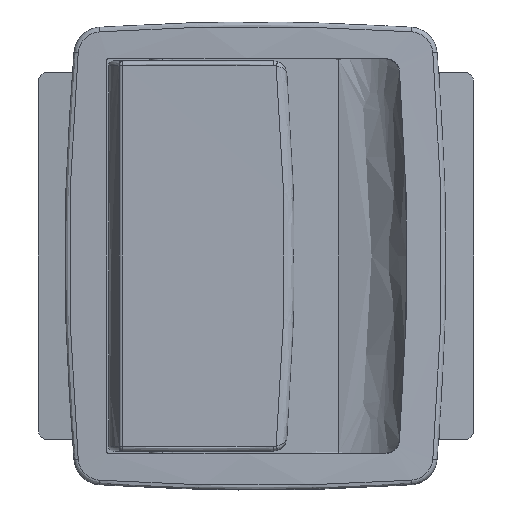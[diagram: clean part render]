
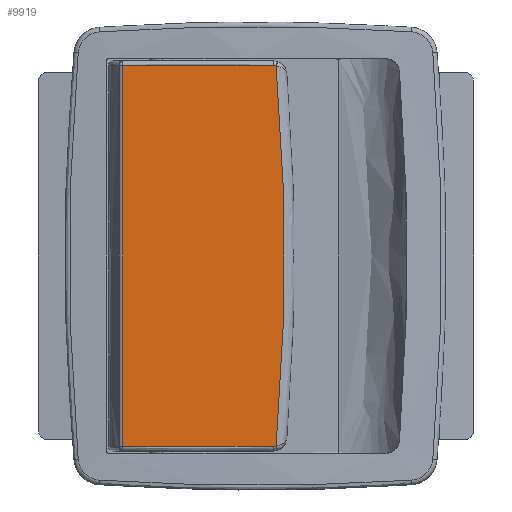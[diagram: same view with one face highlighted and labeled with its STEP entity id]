
A CAD part, front view. The second image highlights one B-rep face of the part: STEP entity #9919.
In plain terms, the highlighted free-form (B-spline) face has degree [1, 2] with [2, 3] control points.
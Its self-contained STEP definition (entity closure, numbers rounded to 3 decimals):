
#8887=CARTESIAN_POINT('',(12.528,-3.769,-41.5));
#8888=VERTEX_POINT('',#8887);
#8932=CARTESIAN_POINT('',(12.528,-3.769,41.5));
#8933=VERTEX_POINT('',#8932);
#8955=CARTESIAN_POINT('',(12.528,-3.769,41.5));
#8956=CARTESIAN_POINT('',(12.528,-3.769,-41.5));
#8957=QUASI_UNIFORM_CURVE('',1,(#8955,#8956),.UNSPECIFIED.,.F.,.U.);
#8958=EDGE_CURVE('',#8933,#8888,#8957,.T.);
#9114=CARTESIAN_POINT('',(45.353,-4.487,-41.5));
#9115=VERTEX_POINT('',#9114);
#9116=CARTESIAN_POINT('',(12.528,-3.769,-41.5));
#9117=CARTESIAN_POINT('',(28.93,-4.597,-41.5));
#9118=CARTESIAN_POINT('',(45.353,-4.487,-41.5));
#9126=(BOUNDED_CURVE()B_SPLINE_CURVE(2,(#9116,#9117,#9118),.UNSPECIFIED.,.F.,.U.)CURVE()GEOMETRIC_REPRESENTATION_ITEM()QUASI_UNIFORM_CURVE()RATIONAL_B_SPLINE_CURVE((1.0,1.,1.0))REPRESENTATION_ITEM(''));
#9127=EDGE_CURVE('',#8888,#9115,#9126,.T.);
#9211=CARTESIAN_POINT('',(46.004,-4.482,-41.391));
#9212=VERTEX_POINT('',#9211);
#9226=CARTESIAN_POINT('',(45.353,-4.487,-41.5));
#9227=CARTESIAN_POINT('',(45.464,-4.486,-41.5));
#9228=CARTESIAN_POINT('',(45.684,-4.485,-41.482));
#9229=CARTESIAN_POINT('',(45.898,-4.483,-41.428));
#9230=CARTESIAN_POINT('',(46.004,-4.482,-41.391));
#9231=B_SPLINE_CURVE_WITH_KNOTS('',3,(#9226,#9227,#9228,#9229,#9230),.UNSPECIFIED.,.F.,.U.,(4,1,4),(0.0,0.5,1.0),.UNSPECIFIED.);
#9232=EDGE_CURVE('',#9115,#9212,#9231,.T.);
#9482=CARTESIAN_POINT('',(45.353,-4.487,41.5));
#9483=VERTEX_POINT('',#9482);
#9484=CARTESIAN_POINT('',(45.353,-4.487,41.5));
#9485=CARTESIAN_POINT('',(28.93,-4.597,41.5));
#9486=CARTESIAN_POINT('',(12.528,-3.769,41.5));
#9494=(BOUNDED_CURVE()B_SPLINE_CURVE(2,(#9484,#9485,#9486),.UNSPECIFIED.,.F.,.U.)CURVE()GEOMETRIC_REPRESENTATION_ITEM()QUASI_UNIFORM_CURVE()RATIONAL_B_SPLINE_CURVE((1.0,1.,1.0))REPRESENTATION_ITEM(''));
#9495=EDGE_CURVE('',#9483,#8933,#9494,.T.);
#9561=CARTESIAN_POINT('',(46.004,-4.482,41.391));
#9562=VERTEX_POINT('',#9561);
#9587=CARTESIAN_POINT('',(46.004,-4.482,41.391));
#9588=CARTESIAN_POINT('',(45.898,-4.483,41.428));
#9589=CARTESIAN_POINT('',(45.684,-4.485,41.482));
#9590=CARTESIAN_POINT('',(45.464,-4.486,41.5));
#9591=CARTESIAN_POINT('',(45.353,-4.487,41.5));
#9592=B_SPLINE_CURVE_WITH_KNOTS('',3,(#9587,#9588,#9589,#9590,#9591),.UNSPECIFIED.,.F.,.U.,(4,1,4),(0.0,0.5,1.0),.UNSPECIFIED.);
#9593=EDGE_CURVE('',#9562,#9483,#9592,.T.);
#9760=CARTESIAN_POINT('',(46.004,-4.482,-41.391));
#9761=CARTESIAN_POINT('',(46.611,-4.478,-34.507));
#9762=CARTESIAN_POINT('',(47.52,-4.469,-20.723));
#9763=CARTESIAN_POINT('',(47.824,-4.465,-6.912));
#9764=CARTESIAN_POINT('',(47.824,-4.465,6.912));
#9765=CARTESIAN_POINT('',(47.52,-4.469,20.723));
#9766=CARTESIAN_POINT('',(46.611,-4.478,34.507));
#9767=CARTESIAN_POINT('',(46.004,-4.482,41.391));
#9768=B_SPLINE_CURVE_WITH_KNOTS('',3,(#9760,#9761,#9762,#9763,#9764,#9765,#9766,#9767),.UNSPECIFIED.,.F.,.U.,(4,1,2,1,4),(0.0,0.25,0.5,0.75,1.0),.UNSPECIFIED.);
#9769=EDGE_CURVE('',#9212,#9562,#9768,.T.);
#9897=CARTESIAN_POINT('',(49.587,-4.443,-43.575));
#9898=CARTESIAN_POINT('',(49.587,-4.443,43.627));
#9899=CARTESIAN_POINT('',(30.164,-4.716,-43.575));
#9900=CARTESIAN_POINT('',(30.164,-4.716,43.627));
#9901=CARTESIAN_POINT('',(10.766,-3.678,-43.575));
#9902=CARTESIAN_POINT('',(10.766,-3.678,43.627));
#9910=(BOUNDED_SURFACE()B_SPLINE_SURFACE(1,2,((#9897,#9899,#9901),(#9898,#9900,#9902)),.UNSPECIFIED.,.F.,.F.,.U.)B_SPLINE_SURFACE_WITH_KNOTS((2,2),(3,3),(0.0,87.202),(20.867,59.707),.UNSPECIFIED.)GEOMETRIC_REPRESENTATION_ITEM()RATIONAL_B_SPLINE_SURFACE(((0.999,0.998,0.999),(0.999,0.998,0.999)))REPRESENTATION_ITEM('')SURFACE());
#9911=ORIENTED_EDGE('',*,*,#9495,.T.);
#9912=ORIENTED_EDGE('',*,*,#8958,.T.);
#9913=ORIENTED_EDGE('',*,*,#9127,.T.);
#9914=ORIENTED_EDGE('',*,*,#9232,.T.);
#9915=ORIENTED_EDGE('',*,*,#9769,.T.);
#9916=ORIENTED_EDGE('',*,*,#9593,.T.);
#9917=EDGE_LOOP('',(#9911,#9912,#9913,#9914,#9915,#9916));
#9918=FACE_OUTER_BOUND('',#9917,.T.);
#9919=ADVANCED_FACE('',(#9918),#9910,.T.);
